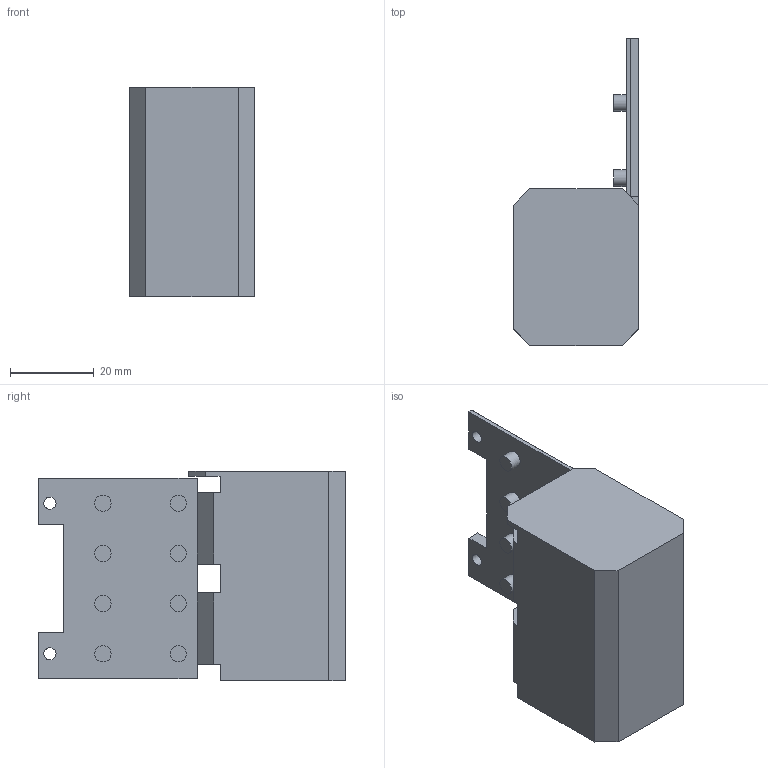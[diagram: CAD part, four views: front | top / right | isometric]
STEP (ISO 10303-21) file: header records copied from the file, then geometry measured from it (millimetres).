
FILE_DESCRIPTION(/* description */ (''),/* implementation_level */ '2;1');
FILE_NAME(/* name */ 'servo_cover_2.step',/* time_stamp */ '2021-12-13T01:37:53+01:00',/* author */ (''),/* organization */ (''),/* preprocessor_version */ 'ST-DEVELOPER v18.1',/* originating_system */ 'Autodesk Translation Framework v10.10.0.1391',/* authorisation */ '');
FILE_SCHEMA (('AUTOMOTIVE_DESIGN { 1 0 10303 214 3 1 1 }'));
Length unit declared in the file: millimetre
Products named in the file (1): servo_cover (1)
Bounding box: 30 x 73.43 x 50.2 mm (x, y, z)
Volume: 29805.7 mm3; surface area: 16777.3 mm2
Topology: 1 solids, 1 shells, 55 faces, 133 edges, 88 vertices
Faces by surface type: plane 44, cylinder 11
Full cylindrical faces by diameter (mm): 2.9 x2, 3.9 x8, 25.5 x1
Entity records: 1645 total; most frequent: CARTESIAN_POINT 277, DIRECTION 267, ORIENTED_EDGE 266, EDGE_CURVE 133, LINE 111, VECTOR 111, VERTEX_POINT 88, AXIS2_PLACEMENT_3D 78
